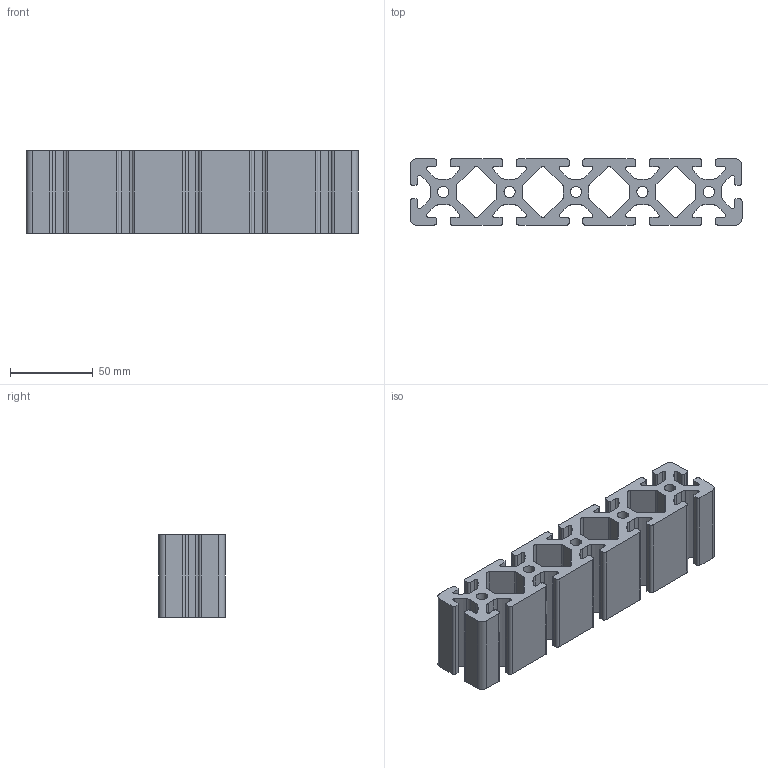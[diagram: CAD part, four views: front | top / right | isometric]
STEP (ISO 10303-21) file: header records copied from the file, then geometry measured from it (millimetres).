
FILE_DESCRIPTION (( 'STEP AP214' ), '1' );
FILE_NAME ('BASE08E0219-Profilé 8 200x40 lourd.step', '2023-03-24T09:44:04', ( 'Altae' ), ( '' ), 'SwSTEP 2.0', 'SolidWorks 2021', '' );
FILE_SCHEMA (( 'AUTOMOTIVE_DESIGN' ));
Length unit declared in the file: millimetre
Products named in the file (1): BASE08E0219-Profilé 8 200x40 lourd
Bounding box: 200 x 40 x 50 mm (x, y, z)
Volume: 197545.6 mm3; surface area: 76361.5 mm2
Topology: 1 solids, 1 shells, 270 faces, 804 edges, 536 vertices
Faces by surface type: cylinder 168, plane 102
Entity records: 9274 total; most frequent: DIRECTION 1682, CARTESIAN_POINT 1611, ORIENTED_EDGE 1608, EDGE_CURVE 804, AXIS2_PLACEMENT_3D 607, VERTEX_POINT 536, VECTOR 468, LINE 468
